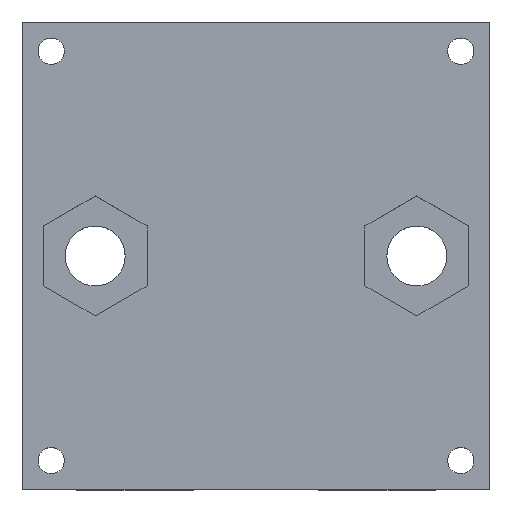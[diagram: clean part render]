
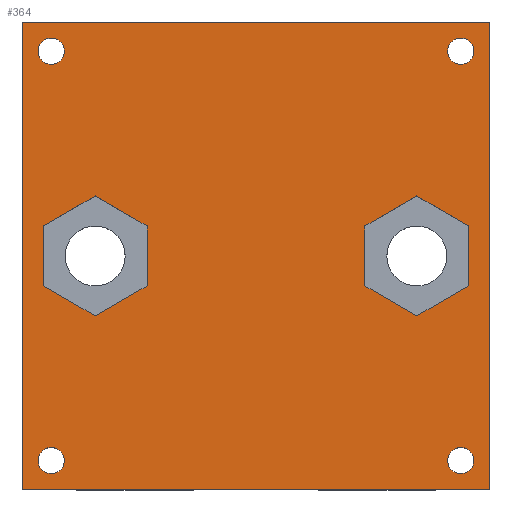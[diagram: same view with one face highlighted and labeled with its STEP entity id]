
A CAD part, top view. The second image highlights one B-rep face of the part: STEP entity #364.
In plain terms, the highlighted planar face has unit normal (0, 0, 1).
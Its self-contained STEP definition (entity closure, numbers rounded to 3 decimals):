
#66 = VERTEX_POINT('',#67);
#67 = CARTESIAN_POINT('',(-16.,-16.,6.5));
#73 = EDGE_CURVE('',#66,#74,#76,.T.);
#74 = VERTEX_POINT('',#75);
#75 = CARTESIAN_POINT('',(-16.,16.,6.5));
#76 = LINE('',#77,#78);
#77 = CARTESIAN_POINT('',(-16.,-16.,6.5));
#78 = VECTOR('',#79,1.);
#79 = DIRECTION('',(0.,1.,0.));
#280 = EDGE_CURVE('',#74,#281,#283,.T.);
#281 = VERTEX_POINT('',#282);
#282 = CARTESIAN_POINT('',(16.,16.,6.5));
#283 = LINE('',#284,#285);
#284 = CARTESIAN_POINT('',(-16.,16.,6.5));
#285 = VECTOR('',#286,1.);
#286 = DIRECTION('',(1.,0.,0.));
#364 = ADVANCED_FACE('',(#365,#383,#394,#405,#455,#466,#516),#527,.T.);
#365 = FACE_BOUND('',#366,.T.);
#366 = EDGE_LOOP('',(#367,#368,#376,#382));
#367 = ORIENTED_EDGE('',*,*,#73,.F.);
#368 = ORIENTED_EDGE('',*,*,#369,.F.);
#369 = EDGE_CURVE('',#370,#66,#372,.T.);
#370 = VERTEX_POINT('',#371);
#371 = CARTESIAN_POINT('',(16.,-16.,6.5));
#372 = LINE('',#373,#374);
#373 = CARTESIAN_POINT('',(16.,-16.,6.5));
#374 = VECTOR('',#375,1.);
#375 = DIRECTION('',(-1.,0.,0.));
#376 = ORIENTED_EDGE('',*,*,#377,.F.);
#377 = EDGE_CURVE('',#281,#370,#378,.T.);
#378 = LINE('',#379,#380);
#379 = CARTESIAN_POINT('',(16.,16.,6.5));
#380 = VECTOR('',#381,1.);
#381 = DIRECTION('',(0.,-1.,0.));
#382 = ORIENTED_EDGE('',*,*,#280,.F.);
#383 = FACE_BOUND('',#384,.T.);
#384 = EDGE_LOOP('',(#385));
#385 = ORIENTED_EDGE('',*,*,#386,.F.);
#386 = EDGE_CURVE('',#387,#387,#389,.T.);
#387 = VERTEX_POINT('',#388);
#388 = CARTESIAN_POINT('',(-13.1,-14.,6.5));
#389 = CIRCLE('',#390,0.9);
#390 = AXIS2_PLACEMENT_3D('',#391,#392,#393);
#391 = CARTESIAN_POINT('',(-14.,-14.,6.5));
#392 = DIRECTION('',(0.,0.,1.));
#393 = DIRECTION('',(1.,0.,0.));
#394 = FACE_BOUND('',#395,.T.);
#395 = EDGE_LOOP('',(#396));
#396 = ORIENTED_EDGE('',*,*,#397,.F.);
#397 = EDGE_CURVE('',#398,#398,#400,.T.);
#398 = VERTEX_POINT('',#399);
#399 = CARTESIAN_POINT('',(14.9,-14.,6.5));
#400 = CIRCLE('',#401,0.9);
#401 = AXIS2_PLACEMENT_3D('',#402,#403,#404);
#402 = CARTESIAN_POINT('',(14.,-14.,6.5));
#403 = DIRECTION('',(0.,0.,1.));
#404 = DIRECTION('',(1.,0.,0.));
#405 = FACE_BOUND('',#406,.T.);
#406 = EDGE_LOOP('',(#407,#417,#425,#433,#441,#449));
#407 = ORIENTED_EDGE('',*,*,#408,.F.);
#408 = EDGE_CURVE('',#409,#411,#413,.T.);
#409 = VERTEX_POINT('',#410);
#410 = CARTESIAN_POINT('',(-11.,4.099,6.5));
#411 = VERTEX_POINT('',#412);
#412 = CARTESIAN_POINT('',(-14.55,2.05,6.5));
#413 = LINE('',#414,#415);
#414 = CARTESIAN_POINT('',(-11.,4.099,6.5));
#415 = VECTOR('',#416,1.);
#416 = DIRECTION('',(-0.866,-0.5,0.));
#417 = ORIENTED_EDGE('',*,*,#418,.F.);
#418 = EDGE_CURVE('',#419,#409,#421,.T.);
#419 = VERTEX_POINT('',#420);
#420 = CARTESIAN_POINT('',(-7.45,2.05,6.5));
#421 = LINE('',#422,#423);
#422 = CARTESIAN_POINT('',(-7.45,2.05,6.5));
#423 = VECTOR('',#424,1.);
#424 = DIRECTION('',(-0.866,0.5,0.));
#425 = ORIENTED_EDGE('',*,*,#426,.F.);
#426 = EDGE_CURVE('',#427,#419,#429,.T.);
#427 = VERTEX_POINT('',#428);
#428 = CARTESIAN_POINT('',(-7.45,-2.05,6.5));
#429 = LINE('',#430,#431);
#430 = CARTESIAN_POINT('',(-7.45,-2.05,6.5));
#431 = VECTOR('',#432,1.);
#432 = DIRECTION('',(0.,1.,0.));
#433 = ORIENTED_EDGE('',*,*,#434,.F.);
#434 = EDGE_CURVE('',#435,#427,#437,.T.);
#435 = VERTEX_POINT('',#436);
#436 = CARTESIAN_POINT('',(-11.,-4.099,6.5));
#437 = LINE('',#438,#439);
#438 = CARTESIAN_POINT('',(-11.,-4.099,6.5));
#439 = VECTOR('',#440,1.);
#440 = DIRECTION('',(0.866,0.5,0.));
#441 = ORIENTED_EDGE('',*,*,#442,.F.);
#442 = EDGE_CURVE('',#443,#435,#445,.T.);
#443 = VERTEX_POINT('',#444);
#444 = CARTESIAN_POINT('',(-14.55,-2.05,6.5));
#445 = LINE('',#446,#447);
#446 = CARTESIAN_POINT('',(-14.55,-2.05,6.5));
#447 = VECTOR('',#448,1.);
#448 = DIRECTION('',(0.866,-0.5,0.));
#449 = ORIENTED_EDGE('',*,*,#450,.F.);
#450 = EDGE_CURVE('',#411,#443,#451,.T.);
#451 = LINE('',#452,#453);
#452 = CARTESIAN_POINT('',(-14.55,2.05,6.5));
#453 = VECTOR('',#454,1.);
#454 = DIRECTION('',(0.,-1.,0.));
#455 = FACE_BOUND('',#456,.T.);
#456 = EDGE_LOOP('',(#457));
#457 = ORIENTED_EDGE('',*,*,#458,.F.);
#458 = EDGE_CURVE('',#459,#459,#461,.T.);
#459 = VERTEX_POINT('',#460);
#460 = CARTESIAN_POINT('',(-13.1,14.,6.5));
#461 = CIRCLE('',#462,0.9);
#462 = AXIS2_PLACEMENT_3D('',#463,#464,#465);
#463 = CARTESIAN_POINT('',(-14.,14.,6.5));
#464 = DIRECTION('',(0.,0.,1.));
#465 = DIRECTION('',(1.,0.,0.));
#466 = FACE_BOUND('',#467,.T.);
#467 = EDGE_LOOP('',(#468,#478,#486,#494,#502,#510));
#468 = ORIENTED_EDGE('',*,*,#469,.F.);
#469 = EDGE_CURVE('',#470,#472,#474,.T.);
#470 = VERTEX_POINT('',#471);
#471 = CARTESIAN_POINT('',(14.55,2.05,6.5));
#472 = VERTEX_POINT('',#473);
#473 = CARTESIAN_POINT('',(11.,4.099,6.5));
#474 = LINE('',#475,#476);
#475 = CARTESIAN_POINT('',(14.55,2.05,6.5));
#476 = VECTOR('',#477,1.);
#477 = DIRECTION('',(-0.866,0.5,0.));
#478 = ORIENTED_EDGE('',*,*,#479,.F.);
#479 = EDGE_CURVE('',#480,#470,#482,.T.);
#480 = VERTEX_POINT('',#481);
#481 = CARTESIAN_POINT('',(14.55,-2.05,6.5));
#482 = LINE('',#483,#484);
#483 = CARTESIAN_POINT('',(14.55,-2.05,6.5));
#484 = VECTOR('',#485,1.);
#485 = DIRECTION('',(0.,1.,0.));
#486 = ORIENTED_EDGE('',*,*,#487,.F.);
#487 = EDGE_CURVE('',#488,#480,#490,.T.);
#488 = VERTEX_POINT('',#489);
#489 = CARTESIAN_POINT('',(11.,-4.099,6.5));
#490 = LINE('',#491,#492);
#491 = CARTESIAN_POINT('',(11.,-4.099,6.5));
#492 = VECTOR('',#493,1.);
#493 = DIRECTION('',(0.866,0.5,0.));
#494 = ORIENTED_EDGE('',*,*,#495,.F.);
#495 = EDGE_CURVE('',#496,#488,#498,.T.);
#496 = VERTEX_POINT('',#497);
#497 = CARTESIAN_POINT('',(7.45,-2.05,6.5));
#498 = LINE('',#499,#500);
#499 = CARTESIAN_POINT('',(7.45,-2.05,6.5));
#500 = VECTOR('',#501,1.);
#501 = DIRECTION('',(0.866,-0.5,0.));
#502 = ORIENTED_EDGE('',*,*,#503,.F.);
#503 = EDGE_CURVE('',#504,#496,#506,.T.);
#504 = VERTEX_POINT('',#505);
#505 = CARTESIAN_POINT('',(7.45,2.05,6.5));
#506 = LINE('',#507,#508);
#507 = CARTESIAN_POINT('',(7.45,2.05,6.5));
#508 = VECTOR('',#509,1.);
#509 = DIRECTION('',(0.,-1.,0.));
#510 = ORIENTED_EDGE('',*,*,#511,.F.);
#511 = EDGE_CURVE('',#472,#504,#512,.T.);
#512 = LINE('',#513,#514);
#513 = CARTESIAN_POINT('',(11.,4.099,6.5));
#514 = VECTOR('',#515,1.);
#515 = DIRECTION('',(-0.866,-0.5,0.));
#516 = FACE_BOUND('',#517,.T.);
#517 = EDGE_LOOP('',(#518));
#518 = ORIENTED_EDGE('',*,*,#519,.F.);
#519 = EDGE_CURVE('',#520,#520,#522,.T.);
#520 = VERTEX_POINT('',#521);
#521 = CARTESIAN_POINT('',(14.9,14.,6.5));
#522 = CIRCLE('',#523,0.9);
#523 = AXIS2_PLACEMENT_3D('',#524,#525,#526);
#524 = CARTESIAN_POINT('',(14.,14.,6.5));
#525 = DIRECTION('',(0.,0.,1.));
#526 = DIRECTION('',(1.,0.,0.));
#527 = PLANE('',#528);
#528 = AXIS2_PLACEMENT_3D('',#529,#530,#531);
#529 = CARTESIAN_POINT('',(0.,0.,6.5));
#530 = DIRECTION('',(0.,0.,1.));
#531 = DIRECTION('',(1.,0.,0.));
